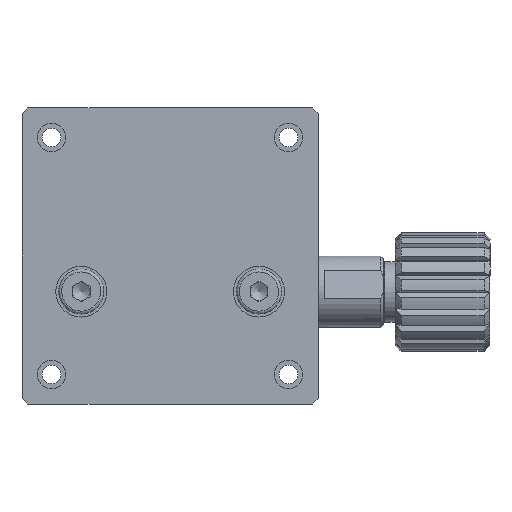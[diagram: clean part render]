
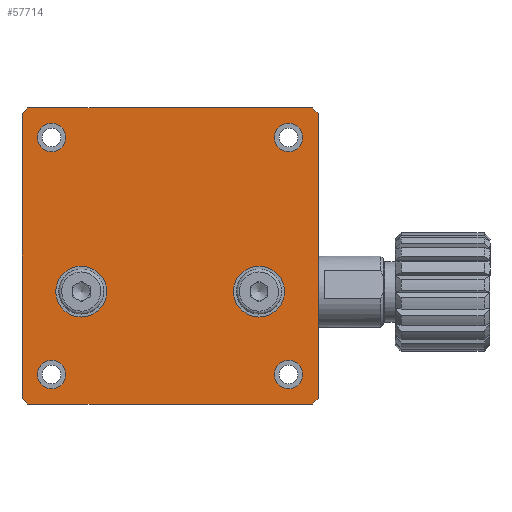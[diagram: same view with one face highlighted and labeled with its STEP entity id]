
A CAD part, front view. The second image highlights one B-rep face of the part: STEP entity #57714.
In plain terms, the highlighted planar face has unit normal (0, -1, 0).
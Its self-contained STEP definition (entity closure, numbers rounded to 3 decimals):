
#1213 = EDGE_CURVE ( 'NONE', #24438, #24438, #10250, .T. ) ;
#2170 = DIRECTION ( 'NONE',  ( 0., 0., 1. ) ) ;
#2850 = CARTESIAN_POINT ( 'NONE',  ( 12., 0., -12.5 ) ) ;
#3048 = FACE_OUTER_BOUND ( 'NONE', #25925, .T. ) ;
#3321 = VERTEX_POINT ( 'NONE', #28106 ) ;
#3575 = VECTOR ( 'NONE', #16956, 1000. ) ;
#4059 = ORIENTED_EDGE ( 'NONE', *, *, #10510, .F. ) ;
#4825 = LINE ( 'NONE', #19845, #7658 ) ;
#5088 = CIRCLE ( 'NONE', #65804, 2.15 ) ;
#6679 = CARTESIAN_POINT ( 'NONE',  ( 12.5, 0., 0. ) ) ;
#6939 = LINE ( 'NONE', #53292, #3575 ) ;
#7364 = VERTEX_POINT ( 'NONE', #62433 ) ;
#7658 = VECTOR ( 'NONE', #29845, 1000. ) ;
#8583 = CIRCLE ( 'NONE', #58634, 1.2 ) ;
#8712 = DIRECTION ( 'NONE',  ( 0., 1., 0. ) ) ;
#9352 = EDGE_LOOP ( 'NONE', ( #44046 ) ) ;
#9636 = DIRECTION ( 'NONE',  ( 0., 0., 1. ) ) ;
#9840 = LINE ( 'NONE', #30195, #33436 ) ;
#9895 = VERTEX_POINT ( 'NONE', #23619 ) ;
#10250 = CIRCLE ( 'NONE', #52851, 1.2 ) ;
#10510 = EDGE_CURVE ( 'NONE', #34462, #34462, #15770, .T. ) ;
#10627 = EDGE_LOOP ( 'NONE', ( #4059 ) ) ;
#11357 = DIRECTION ( 'NONE',  ( 0., 0., -1. ) ) ;
#11396 = ORIENTED_EDGE ( 'NONE', *, *, #49287, .F. ) ;
#11438 = DIRECTION ( 'NONE',  ( 0., 0., 1. ) ) ;
#12472 = DIRECTION ( 'NONE',  ( 0., -1., 0. ) ) ;
#12688 = CARTESIAN_POINT ( 'NONE',  ( 10., 0., 11.2 ) ) ;
#13610 = AXIS2_PLACEMENT_3D ( 'NONE', #60232, #49566, #65233 ) ;
#14280 = CARTESIAN_POINT ( 'NONE',  ( 0., 0., -12.5 ) ) ;
#14348 = LINE ( 'NONE', #59393, #28141 ) ;
#15180 = DIRECTION ( 'NONE',  ( 0., 0., 1. ) ) ;
#15770 = CIRCLE ( 'NONE', #53039, 2.15 ) ;
#16046 = LINE ( 'NONE', #6679, #47973 ) ;
#16171 = AXIS2_PLACEMENT_3D ( 'NONE', #39095, #8712, #34417 ) ;
#16956 = DIRECTION ( 'NONE',  ( -0.707, 0., 0.707 ) ) ;
#17242 = AXIS2_PLACEMENT_3D ( 'NONE', #20185, #60881, #15180 ) ;
#17701 = ORIENTED_EDGE ( 'NONE', *, *, #47188, .F. ) ;
#18197 = CARTESIAN_POINT ( 'NONE',  ( 12.5, 0., -12. ) ) ;
#18293 = LINE ( 'NONE', #14280, #49615 ) ;
#18427 = ORIENTED_EDGE ( 'NONE', *, *, #51709, .T. ) ;
#18611 = EDGE_CURVE ( 'NONE', #64263, #32733, #9840, .T. ) ;
#18797 = CARTESIAN_POINT ( 'NONE',  ( 7.5, 0., -3. ) ) ;
#18911 = EDGE_LOOP ( 'NONE', ( #39290 ) ) ;
#19845 = CARTESIAN_POINT ( 'NONE',  ( -12., 0., 12.5 ) ) ;
#20185 = CARTESIAN_POINT ( 'NONE',  ( 10., 0., -10. ) ) ;
#20192 = DIRECTION ( 'NONE',  ( 0.707, 0., 0.707 ) ) ;
#20924 = CARTESIAN_POINT ( 'NONE',  ( -12., 0., 12.5 ) ) ;
#22079 = VERTEX_POINT ( 'NONE', #12688 ) ;
#22225 = EDGE_CURVE ( 'NONE', #9895, #3321, #14348, .T. ) ;
#22621 = VERTEX_POINT ( 'NONE', #62034 ) ;
#23084 = FACE_BOUND ( 'NONE', #55188, .T. ) ;
#23405 = FACE_BOUND ( 'NONE', #10627, .T. ) ;
#23532 = EDGE_CURVE ( 'NONE', #64263, #3321, #18293, .T. ) ;
#23619 = CARTESIAN_POINT ( 'NONE',  ( -12.5, 0., -12. ) ) ;
#23740 = FACE_BOUND ( 'NONE', #32166, .T. ) ;
#23898 = DIRECTION ( 'NONE',  ( 0., -1., 0. ) ) ;
#24438 = VERTEX_POINT ( 'NONE', #49459 ) ;
#25925 = EDGE_LOOP ( 'NONE', ( #65932, #26960, #54047, #11396, #44938, #36527, #18427, #40109 ) ) ;
#26960 = ORIENTED_EDGE ( 'NONE', *, *, #23532, .F. ) ;
#28106 = CARTESIAN_POINT ( 'NONE',  ( -12., 0., -12.5 ) ) ;
#28141 = VECTOR ( 'NONE', #34707, 1000. ) ;
#28652 = EDGE_CURVE ( 'NONE', #53070, #22621, #6939, .T. ) ;
#29553 = DIRECTION ( 'NONE',  ( 0., 0., -1. ) ) ;
#29845 = DIRECTION ( 'NONE',  ( -0.707, 0., -0.707 ) ) ;
#30195 = CARTESIAN_POINT ( 'NONE',  ( 12., 0., -12.5 ) ) ;
#30473 = CARTESIAN_POINT ( 'NONE',  ( -12.5, 0., 12. ) ) ;
#31585 = VERTEX_POINT ( 'NONE', #20924 ) ;
#32166 = EDGE_LOOP ( 'NONE', ( #62509 ) ) ;
#32733 = VERTEX_POINT ( 'NONE', #18197 ) ;
#33436 = VECTOR ( 'NONE', #20192, 1000. ) ;
#34417 = DIRECTION ( 'NONE',  ( 0., 0., 1. ) ) ;
#34462 = VERTEX_POINT ( 'NONE', #54808 ) ;
#34707 = DIRECTION ( 'NONE',  ( 0.707, 0., -0.707 ) ) ;
#36492 = DIRECTION ( 'NONE',  ( 1., 0., 0. ) ) ;
#36527 = ORIENTED_EDGE ( 'NONE', *, *, #39751, .F. ) ;
#36936 = CIRCLE ( 'NONE', #13610, 1.2 ) ;
#37032 = EDGE_CURVE ( 'NONE', #52111, #52111, #5088, .T. ) ;
#37413 = EDGE_CURVE ( 'NONE', #7364, #7364, #36936, .T. ) ;
#37754 = VERTEX_POINT ( 'NONE', #47751 ) ;
#38510 = DIRECTION ( 'NONE',  ( 0., 0., -1. ) ) ;
#38534 = DIRECTION ( 'NONE',  ( 0., -1., 0. ) ) ;
#39095 = CARTESIAN_POINT ( 'NONE',  ( 0., 0., 0. ) ) ;
#39290 = ORIENTED_EDGE ( 'NONE', *, *, #37032, .F. ) ;
#39751 = EDGE_CURVE ( 'NONE', #31585, #22621, #61497, .T. ) ;
#40019 = VERTEX_POINT ( 'NONE', #30473 ) ;
#40109 = ORIENTED_EDGE ( 'NONE', *, *, #44386, .F. ) ;
#41209 = ORIENTED_EDGE ( 'NONE', *, *, #37413, .F. ) ;
#42323 = VECTOR ( 'NONE', #36492, 1000. ) ;
#43891 = EDGE_LOOP ( 'NONE', ( #41209 ) ) ;
#44046 = ORIENTED_EDGE ( 'NONE', *, *, #1213, .F. ) ;
#44099 = PLANE ( 'NONE',  #16171 ) ;
#44386 = EDGE_CURVE ( 'NONE', #9895, #40019, #49677, .T. ) ;
#44938 = ORIENTED_EDGE ( 'NONE', *, *, #28652, .T. ) ;
#45823 = CARTESIAN_POINT ( 'NONE',  ( 0., 0., 12.5 ) ) ;
#47188 = EDGE_CURVE ( 'NONE', #22079, #22079, #8583, .T. ) ;
#47462 = CARTESIAN_POINT ( 'NONE',  ( 10., 0., 10. ) ) ;
#47751 = CARTESIAN_POINT ( 'NONE',  ( 10., 0., -8.8 ) ) ;
#47973 = VECTOR ( 'NONE', #11357, 1000. ) ;
#48801 = CARTESIAN_POINT ( 'NONE',  ( 12.5, 0., 12. ) ) ;
#49287 = EDGE_CURVE ( 'NONE', #53070, #32733, #16046, .T. ) ;
#49345 = CARTESIAN_POINT ( 'NONE',  ( -12.5, 0., 0. ) ) ;
#49459 = CARTESIAN_POINT ( 'NONE',  ( -10., 0., -8.8 ) ) ;
#49566 = DIRECTION ( 'NONE',  ( 0., -1., 0. ) ) ;
#49615 = VECTOR ( 'NONE', #64644, 1000. ) ;
#49677 = LINE ( 'NONE', #49345, #54352 ) ;
#49741 = FACE_BOUND ( 'NONE', #43891, .T. ) ;
#49899 = CARTESIAN_POINT ( 'NONE',  ( -7.5, 0., -3. ) ) ;
#51709 = EDGE_CURVE ( 'NONE', #31585, #40019, #4825, .T. ) ;
#52089 = EDGE_CURVE ( 'NONE', #37754, #37754, #52400, .T. ) ;
#52111 = VERTEX_POINT ( 'NONE', #63403 ) ;
#52400 = CIRCLE ( 'NONE', #17242, 1.2 ) ;
#52851 = AXIS2_PLACEMENT_3D ( 'NONE', #64186, #38534, #2170 ) ;
#53039 = AXIS2_PLACEMENT_3D ( 'NONE', #18797, #12472, #38510 ) ;
#53070 = VERTEX_POINT ( 'NONE', #48801 ) ;
#53292 = CARTESIAN_POINT ( 'NONE',  ( 12.5, 0., 12. ) ) ;
#54047 = ORIENTED_EDGE ( 'NONE', *, *, #18611, .T. ) ;
#54352 = VECTOR ( 'NONE', #9636, 1000. ) ;
#54426 = FACE_BOUND ( 'NONE', #9352, .T. ) ;
#54808 = CARTESIAN_POINT ( 'NONE',  ( 7.5, 0., -5.15 ) ) ;
#55188 = EDGE_LOOP ( 'NONE', ( #17701 ) ) ;
#57714 = ADVANCED_FACE ( 'NONE', ( #64425, #3048, #54426, #23740, #23084, #49741, #23405 ), #44099, .F. ) ;
#57793 = DIRECTION ( 'NONE',  ( 0., -1., 0. ) ) ;
#58634 = AXIS2_PLACEMENT_3D ( 'NONE', #47462, #57793, #11438 ) ;
#59393 = CARTESIAN_POINT ( 'NONE',  ( -12.5, 0., -12. ) ) ;
#60232 = CARTESIAN_POINT ( 'NONE',  ( -10., 0., 10. ) ) ;
#60881 = DIRECTION ( 'NONE',  ( 0., -1., 0. ) ) ;
#61497 = LINE ( 'NONE', #45823, #42323 ) ;
#62034 = CARTESIAN_POINT ( 'NONE',  ( 12., 0., 12.5 ) ) ;
#62433 = CARTESIAN_POINT ( 'NONE',  ( -10., 0., 11.2 ) ) ;
#62509 = ORIENTED_EDGE ( 'NONE', *, *, #52089, .F. ) ;
#63403 = CARTESIAN_POINT ( 'NONE',  ( -7.5, 0., -5.15 ) ) ;
#64186 = CARTESIAN_POINT ( 'NONE',  ( -10., 0., -10. ) ) ;
#64263 = VERTEX_POINT ( 'NONE', #2850 ) ;
#64425 = FACE_BOUND ( 'NONE', #18911, .T. ) ;
#64644 = DIRECTION ( 'NONE',  ( -1., 0., 0. ) ) ;
#65233 = DIRECTION ( 'NONE',  ( 0., 0., 1. ) ) ;
#65804 = AXIS2_PLACEMENT_3D ( 'NONE', #49899, #23898, #29553 ) ;
#65932 = ORIENTED_EDGE ( 'NONE', *, *, #22225, .T. ) ;
